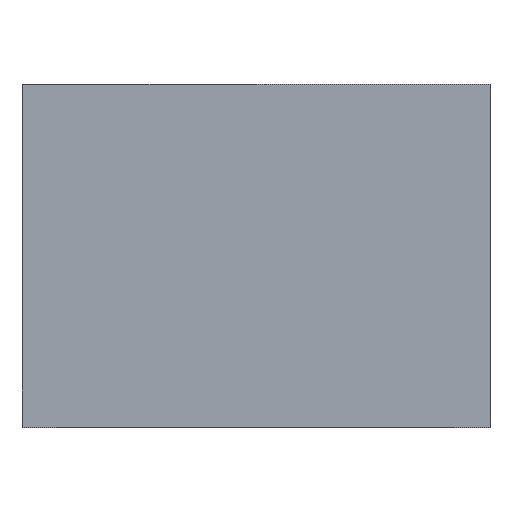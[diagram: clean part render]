
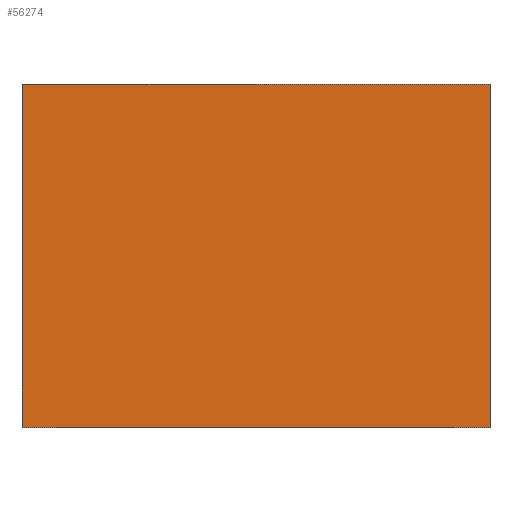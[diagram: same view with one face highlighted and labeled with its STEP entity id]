
A CAD part, top view. The second image highlights one B-rep face of the part: STEP entity #56274.
In plain terms, the highlighted planar face has unit normal (0, 0, 1).
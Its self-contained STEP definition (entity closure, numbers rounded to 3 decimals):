
#10276=ORIENTED_EDGE('',*,*,#17961,.T.);
#10277=ORIENTED_EDGE('',*,*,#17968,.F.);
#10278=ORIENTED_EDGE('',*,*,#17969,.F.);
#10279=ORIENTED_EDGE('',*,*,#17970,.T.);
#17961=EDGE_CURVE('',#21962,#21960,#27941,.T.);
#17968=EDGE_CURVE('',#21968,#21960,#27948,.T.);
#17969=EDGE_CURVE('',#21969,#21968,#27949,.T.);
#17970=EDGE_CURVE('',#21969,#21962,#27950,.T.);
#21960=VERTEX_POINT('',#80311);
#21962=VERTEX_POINT('',#80314);
#21968=VERTEX_POINT('',#80328);
#21969=VERTEX_POINT('',#80330);
#27941=LINE('',#80313,#33929);
#27948=LINE('',#80327,#33936);
#27949=LINE('',#80329,#33937);
#27950=LINE('',#80331,#33938);
#33929=VECTOR('',#68311,1000.);
#33936=VECTOR('',#68320,1000.);
#33937=VECTOR('',#68321,1000.);
#33938=VECTOR('',#68322,1000.);
#35971=EDGE_LOOP('',(#10276,#10277,#10278,#10279));
#38023=FACE_BOUND('',#35971,.T.);
#40071=PLANE('',#58304);
#56274=ADVANCED_FACE('',(#38023),#40071,.F.);
#58304=AXIS2_PLACEMENT_3D('',#80326,#68318,#68319);
#68311=DIRECTION('',(-1.,0.,0.));
#68318=DIRECTION('',(0.,0.,-1.));
#68319=DIRECTION('',(-1.,0.,0.));
#68320=DIRECTION('',(0.,1.,0.));
#68321=DIRECTION('',(-1.,0.,0.));
#68322=DIRECTION('',(0.,1.,0.));
#80311=CARTESIAN_POINT('',(-5.8,4.25,5.2));
#80313=CARTESIAN_POINT('',(5.8,4.25,5.2));
#80314=CARTESIAN_POINT('',(5.8,4.25,5.2));
#80326=CARTESIAN_POINT('',(5.8,-4.25,5.2));
#80327=CARTESIAN_POINT('',(-5.8,-4.25,5.2));
#80328=CARTESIAN_POINT('',(-5.8,-4.25,5.2));
#80329=CARTESIAN_POINT('',(5.8,-4.25,5.2));
#80330=CARTESIAN_POINT('',(5.8,-4.25,5.2));
#80331=CARTESIAN_POINT('',(5.8,-4.25,5.2));
